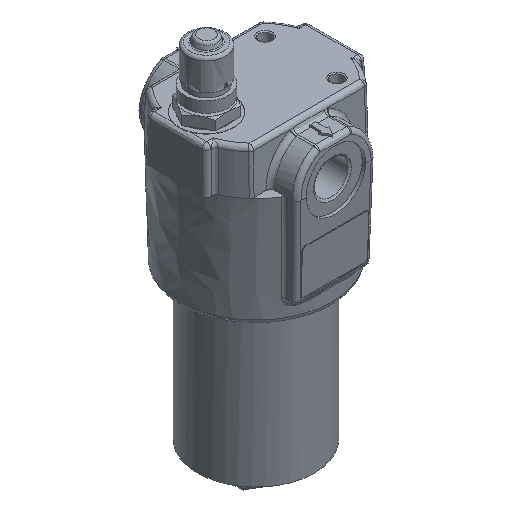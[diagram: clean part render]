
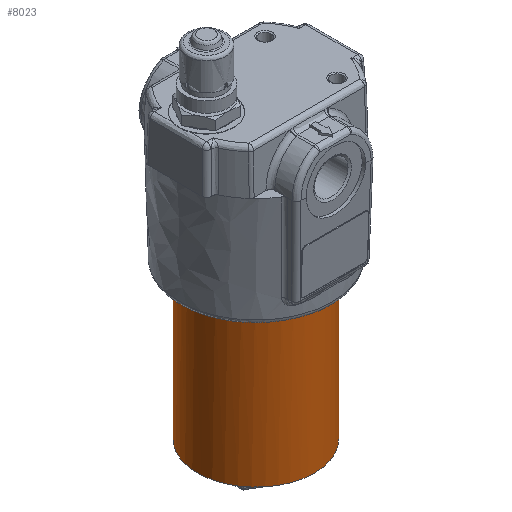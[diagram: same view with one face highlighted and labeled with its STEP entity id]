
A CAD part, isometric view. The second image highlights one B-rep face of the part: STEP entity #8023.
In plain terms, the highlighted free-form (B-spline) face has degree [2, 1] with [7, 2] control points.
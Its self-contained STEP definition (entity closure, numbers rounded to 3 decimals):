
#7936=CARTESIAN_POINT('V2',(0.,-32.504,
   -146.315));
#7937=VERTEX_POINT('V2',#7936);
#7953=CARTESIAN_POINT('E3',(0.,-32.504,
   -146.315));
#7954=CARTESIAN_POINT('E3',(56.292,-32.504,
   -146.315));
#7955=CARTESIAN_POINT('E3',(28.146,16.246,
   -146.315));
#7956=CARTESIAN_POINT('E3',(0.,64.996,
   -146.315));
#7957=CARTESIAN_POINT('E3',(-28.146,16.246,
   -146.315));
#7958=CARTESIAN_POINT('E3',(-56.292,-32.504,
   -146.315));
#7959=CARTESIAN_POINT('E3',(0.,-32.504,
   -146.315));
#7967=(BOUNDED_CURVE()B_SPLINE_CURVE(2,(#7953,#7954,#7955,#7956,
   #7957,#7958,#7959),.CIRCULAR_ARC.,.T.,.U.)
   B_SPLINE_CURVE_WITH_KNOTS((3,2,2,3),(0.0,1.104,
   2.209,3.313),.UNSPECIFIED.)CURVE()
   GEOMETRIC_REPRESENTATION_ITEM()RATIONAL_B_SPLINE_CURVE((1.0,
   0.5,1.0,0.5,1.0,0.5,1.0)
   )REPRESENTATION_ITEM('E3'));
#7968=EDGE_CURVE('E3',#7937,#7937,#7967,.T.);
#7973=CARTESIAN_POINT('F1',(0.,-32.504,
   -146.315));
#7974=CARTESIAN_POINT('F1',(56.292,-32.504,
   -146.315));
#7975=CARTESIAN_POINT('F1',(28.146,16.246,
   -146.315));
#7976=CARTESIAN_POINT('F1',(0.,64.996,
   -146.315));
#7977=CARTESIAN_POINT('F1',(-28.146,16.246,
   -146.315));
#7978=CARTESIAN_POINT('F1',(-56.292,-32.504,
   -146.315));
#7979=CARTESIAN_POINT('F1',(0.,-32.504,
   -146.315));
#7980=CARTESIAN_POINT('F1',(0.,-32.504,
   -44.373));
#7981=CARTESIAN_POINT('F1',(56.292,-32.504,
   -44.373));
#7982=CARTESIAN_POINT('F1',(28.146,16.246,
   -44.373));
#7983=CARTESIAN_POINT('F1',(0.,64.996,
   -44.373));
#7984=CARTESIAN_POINT('F1',(-28.146,16.246,
   -44.373));
#7985=CARTESIAN_POINT('F1',(-56.292,-32.504,
   -44.373));
#7986=CARTESIAN_POINT('F1',(0.,-32.504,
   -44.373));
#7994=(BOUNDED_SURFACE()B_SPLINE_SURFACE(2,1,((#7973,#7980),(
   #7974,#7981),(#7975,#7982),(#7976,#7983),(#7977,#7984),(
   #7978,#7985),(#7979,#7986)),.CYLINDRICAL_SURF.,.T.,.F.,.U.)
   B_SPLINE_SURFACE_WITH_KNOTS((3,2,2,3),(2,2),(0.0,
   1.104,2.209,3.313),(0.0,1.0),
   .UNSPECIFIED.)GEOMETRIC_REPRESENTATION_ITEM()
   RATIONAL_B_SPLINE_SURFACE(((1.0,1.0),(0.5,
   0.5),(1.0,1.0),(0.5,
   0.5),(1.0,1.0),(0.5,
   0.5),(1.0,1.0)))REPRESENTATION_ITEM('F1')SURFACE()
   );
#7995=CARTESIAN_POINT('V1',(0.,-32.502,
   -60.325));
#7996=VERTEX_POINT('V1',#7995);
#7997=CARTESIAN_POINT('E1',(0.,-32.5,
   -60.325));
#7998=CARTESIAN_POINT('E1',(-56.292,-32.5,
   -60.325));
#7999=CARTESIAN_POINT('E1',(-28.146,16.25,
   -60.325));
#8000=CARTESIAN_POINT('E1',(0.,65.,
   -60.325));
#8001=CARTESIAN_POINT('E1',(28.146,16.25,
   -60.325));
#8002=CARTESIAN_POINT('E1',(56.292,-32.5,
   -60.325));
#8003=CARTESIAN_POINT('E1',(0.,-32.5,
   -60.325));
#8011=(BOUNDED_CURVE()B_SPLINE_CURVE(2,(#7997,#7998,#7999,#8000,
   #8001,#8002,#8003),.CIRCULAR_ARC.,.T.,.U.)
   B_SPLINE_CURVE_WITH_KNOTS((3,2,2,3),(0.0,0.333,
   0.667,1.0),.UNSPECIFIED.)CURVE()
   GEOMETRIC_REPRESENTATION_ITEM()RATIONAL_B_SPLINE_CURVE((1.0,
   0.5,1.0,0.5,1.0,0.5,1.0)
   )REPRESENTATION_ITEM('E1'));
#8012=EDGE_CURVE('E1',#7996,#7996,#8011,.T.);
#8013=ORIENTED_EDGE('E1',*,*,#8012,.T.);
#8014=CARTESIAN_POINT('E2',(0.,-32.504,
   -60.325));
#8015=CARTESIAN_POINT('E2',(0.,-32.504,
   -146.315));
#8016=B_SPLINE_CURVE_WITH_KNOTS('E2',1,(#8014,#8015),.POLYLINE_FORM.,
   .F.,.U.,(2,2),(0.156,1.0),.UNSPECIFIED.);
#8017=EDGE_CURVE('E2',#7996,#7937,#8016,.T.);
#8018=ORIENTED_EDGE('E2',*,*,#8017,.T.);
#8019=ORIENTED_EDGE('F6',*,*,#7968,.T.);
#8020=ORIENTED_EDGE('E2',*,*,#8017,.F.);
#8021=EDGE_LOOP('F1',(#8013,#8018,#8019,#8020));
#8022=FACE_OUTER_BOUND('F1',#8021,.T.);
#8023=ADVANCED_FACE('F1',(#8022),#7994,.T.);
